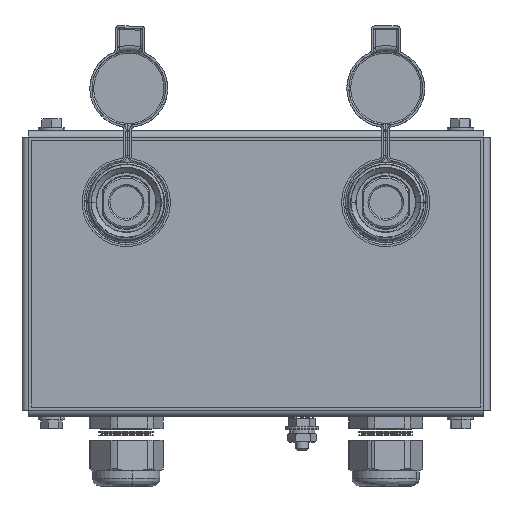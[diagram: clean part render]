
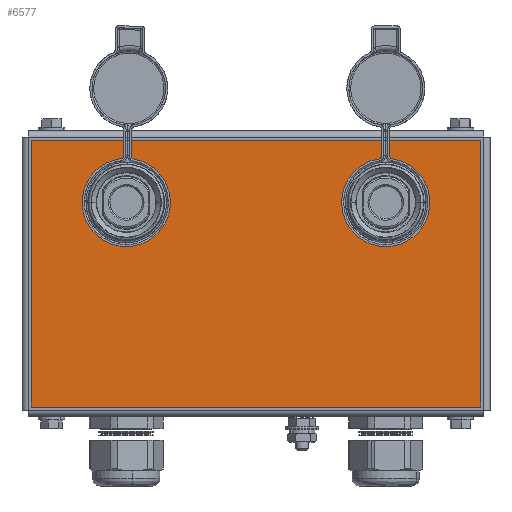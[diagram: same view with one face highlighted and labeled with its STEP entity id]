
A CAD part, top view. The second image highlights one B-rep face of the part: STEP entity #6577.
In plain terms, the highlighted planar face has unit normal (0, 0, 1).
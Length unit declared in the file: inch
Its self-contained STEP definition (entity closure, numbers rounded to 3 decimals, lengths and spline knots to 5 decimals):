
#23 = CARTESIAN_POINT ( 'NONE',  ( 0.06, 0.06, 0.064 ) ) ;
#630 = CARTESIAN_POINT ( 'NONE',  ( 0.06, 0.06, 0.064 ) ) ;
#1108 = DIRECTION ( 'NONE',  ( 0., -1., 0. ) ) ;
#1412 = VERTEX_POINT ( 'NONE', #12554 ) ;
#1539 = CARTESIAN_POINT ( 'NONE',  ( 4.385, 2.63, 0.064 ) ) ;
#2214 = DIRECTION ( 'NONE',  ( 1., 0., 0. ) ) ;
#2279 = VERTEX_POINT ( 'NONE', #3917 ) ;
#2954 = ORIENTED_EDGE ( 'NONE', *, *, #11534, .F. ) ;
#3550 = CARTESIAN_POINT ( 'NONE',  ( 6.885, 4., 0.064 ) ) ;
#3620 = CARTESIAN_POINT ( 'NONE',  ( 0.06, 5.2, 0.064 ) ) ;
#3917 = CARTESIAN_POINT ( 'NONE',  ( 8.71, 5.2, 0.064 ) ) ;
#4152 = CIRCLE ( 'NONE', #27207, 0.75 ) ;
#4779 = ORIENTED_EDGE ( 'NONE', *, *, #5177, .T. ) ;
#4899 = AXIS2_PLACEMENT_3D ( 'NONE', #3550, #16391, #23387 ) ;
#5153 = CIRCLE ( 'NONE', #8248, 0.75 ) ;
#5177 = EDGE_CURVE ( 'NONE', #2279, #1412, #13836, .T. ) ;
#5551 = DIRECTION ( 'NONE',  ( 1., 0., 0. ) ) ;
#5700 = CARTESIAN_POINT ( 'NONE',  ( 1.885, 4., 0.064 ) ) ;
#5952 = DIRECTION ( 'NONE',  ( 0., 0., 1. ) ) ;
#6104 = DIRECTION ( 'NONE',  ( 0., 1., 0. ) ) ;
#6577 = ADVANCED_FACE ( 'NONE', ( #28450, #13400, #30412 ), #20311, .F. ) ;
#6719 = DIRECTION ( 'NONE',  ( 1., 0., 0. ) ) ;
#7390 = VECTOR ( 'NONE', #23954, 39.37008 ) ;
#8217 = ORIENTED_EDGE ( 'NONE', *, *, #28339, .T. ) ;
#8248 = AXIS2_PLACEMENT_3D ( 'NONE', #10860, #5952, #31193 ) ;
#9018 = VERTEX_POINT ( 'NONE', #23 ) ;
#10860 = CARTESIAN_POINT ( 'NONE',  ( 1.885, 4., 0.064 ) ) ;
#11534 = EDGE_CURVE ( 'NONE', #22711, #29408, #25817, .T. ) ;
#11619 = ORIENTED_EDGE ( 'NONE', *, *, #21574, .F. ) ;
#12549 = LINE ( 'NONE', #27125, #20775 ) ;
#12554 = CARTESIAN_POINT ( 'NONE',  ( 0.06, 5.2, 0.064 ) ) ;
#13348 = EDGE_CURVE ( 'NONE', #1412, #9018, #23093, .T. ) ;
#13400 = FACE_BOUND ( 'NONE', #24950, .T. ) ;
#13836 = LINE ( 'NONE', #3620, #7390 ) ;
#14258 = EDGE_CURVE ( 'NONE', #14729, #2279, #23492, .T. ) ;
#14729 = VERTEX_POINT ( 'NONE', #27714 ) ;
#16391 = DIRECTION ( 'NONE',  ( 0., 0., 1. ) ) ;
#17098 = CARTESIAN_POINT ( 'NONE',  ( 2.635, 4., 0.064 ) ) ;
#17753 = CARTESIAN_POINT ( 'NONE',  ( 7.635, 4., 0.064 ) ) ;
#17783 = EDGE_CURVE ( 'NONE', #26141, #26830, #5153, .T. ) ;
#18619 = CARTESIAN_POINT ( 'NONE',  ( 8.71, 0.06, 0.064 ) ) ;
#18723 = ORIENTED_EDGE ( 'NONE', *, *, #27773, .F. ) ;
#19634 = EDGE_LOOP ( 'NONE', ( #31379, #4779, #21847, #8217 ) ) ;
#20143 = VECTOR ( 'NONE', #1108, 39.37008 ) ;
#20311 = PLANE ( 'NONE',  #30390 ) ;
#20775 = VECTOR ( 'NONE', #2214, 39.37008 ) ;
#21272 = DIRECTION ( 'NONE',  ( 0., 0., -1. ) ) ;
#21574 = EDGE_CURVE ( 'NONE', #26830, #26141, #4152, .T. ) ;
#21847 = ORIENTED_EDGE ( 'NONE', *, *, #13348, .T. ) ;
#21916 = ORIENTED_EDGE ( 'NONE', *, *, #17783, .F. ) ;
#22343 = CARTESIAN_POINT ( 'NONE',  ( 6.885, 4., 0.064 ) ) ;
#22376 = VECTOR ( 'NONE', #6104, 39.37008 ) ;
#22711 = VERTEX_POINT ( 'NONE', #31617 ) ;
#23093 = LINE ( 'NONE', #630, #20143 ) ;
#23322 = CARTESIAN_POINT ( 'NONE',  ( 1.135, 4., 0.064 ) ) ;
#23387 = DIRECTION ( 'NONE',  ( 1., 0., 0. ) ) ;
#23492 = LINE ( 'NONE', #18619, #22376 ) ;
#23937 = AXIS2_PLACEMENT_3D ( 'NONE', #22343, #26570, #6719 ) ;
#23954 = DIRECTION ( 'NONE',  ( -1., 0., 0. ) ) ;
#24950 = EDGE_LOOP ( 'NONE', ( #18723, #2954 ) ) ;
#25817 = CIRCLE ( 'NONE', #4899, 0.75 ) ;
#25870 = DIRECTION ( 'NONE',  ( 0., 0., 1. ) ) ;
#26141 = VERTEX_POINT ( 'NONE', #17098 ) ;
#26570 = DIRECTION ( 'NONE',  ( 0., 0., 1. ) ) ;
#26830 = VERTEX_POINT ( 'NONE', #23322 ) ;
#27125 = CARTESIAN_POINT ( 'NONE',  ( 0.06, 0.06, 0.064 ) ) ;
#27207 = AXIS2_PLACEMENT_3D ( 'NONE', #5700, #25870, #5551 ) ;
#27714 = CARTESIAN_POINT ( 'NONE',  ( 8.71, 0.06, 0.064 ) ) ;
#27772 = EDGE_LOOP ( 'NONE', ( #21916, #11619 ) ) ;
#27773 = EDGE_CURVE ( 'NONE', #29408, #22711, #31793, .T. ) ;
#28339 = EDGE_CURVE ( 'NONE', #9018, #14729, #12549, .T. ) ;
#28450 = FACE_BOUND ( 'NONE', #27772, .T. ) ;
#29092 = DIRECTION ( 'NONE',  ( -1., 0., 0. ) ) ;
#29408 = VERTEX_POINT ( 'NONE', #17753 ) ;
#30390 = AXIS2_PLACEMENT_3D ( 'NONE', #1539, #21272, #29092 ) ;
#30412 = FACE_OUTER_BOUND ( 'NONE', #19634, .T. ) ;
#31193 = DIRECTION ( 'NONE',  ( 1., 0., 0. ) ) ;
#31379 = ORIENTED_EDGE ( 'NONE', *, *, #14258, .T. ) ;
#31617 = CARTESIAN_POINT ( 'NONE',  ( 6.135, 4., 0.064 ) ) ;
#31793 = CIRCLE ( 'NONE', #23937, 0.75 ) ;
